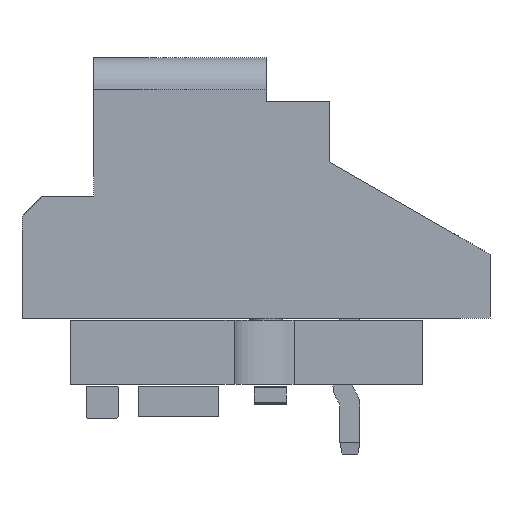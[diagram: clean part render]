
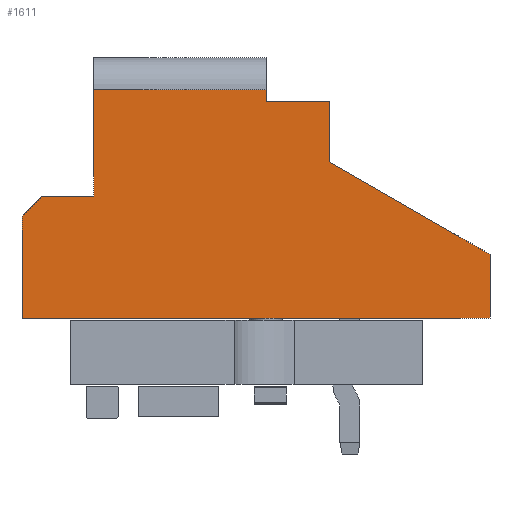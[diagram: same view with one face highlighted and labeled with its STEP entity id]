
A CAD part, front view. The second image highlights one B-rep face of the part: STEP entity #1611.
In plain terms, the highlighted face is planar.
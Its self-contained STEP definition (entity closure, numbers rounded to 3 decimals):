
#1328 = VERTEX_POINT('',#1329);
#1329 = CARTESIAN_POINT('',(-5.,0.,5.85));
#1346 = VERTEX_POINT('',#1347);
#1347 = CARTESIAN_POINT('',(-5.,1.591,5.85));
#1353 = EDGE_CURVE('',#1346,#1328,#1354,.T.);
#1354 = LINE('',#1355,#1356);
#1355 = CARTESIAN_POINT('',(-5.,6.5,5.85));
#1356 = VECTOR('',#1357,1.);
#1357 = DIRECTION('',(0.,-1.,0.));
#1377 = VERTEX_POINT('',#1378);
#1378 = CARTESIAN_POINT('',(-5.,3.9,1.85));
#1384 = EDGE_CURVE('',#1377,#1346,#1385,.T.);
#1385 = LINE('',#1386,#1387);
#1386 = CARTESIAN_POINT('',(-5.,1.591,5.85));
#1387 = VECTOR('',#1388,1.);
#1388 = DIRECTION('',(0.,-0.5,0.866));
#1433 = VERTEX_POINT('',#1434);
#1434 = CARTESIAN_POINT('',(-5.,5.4,0.25));
#1440 = EDGE_CURVE('',#1433,#1441,#1443,.T.);
#1441 = VERTEX_POINT('',#1442);
#1442 = CARTESIAN_POINT('',(-5.,5.4,1.85));
#1443 = LINE('',#1444,#1445);
#1444 = CARTESIAN_POINT('',(-5.,5.4,1.85));
#1445 = VECTOR('',#1446,1.);
#1446 = DIRECTION('',(0.,-0.,1.));
#1546 = VERTEX_POINT('',#1547);
#1547 = CARTESIAN_POINT('',(-5.,5.7,0.25));
#1554 = EDGE_CURVE('',#1546,#1433,#1555,.T.);
#1555 = LINE('',#1556,#1557);
#1556 = CARTESIAN_POINT('',(-5.,5.4,0.25));
#1557 = VECTOR('',#1558,1.);
#1558 = DIRECTION('',(0.,-1.,0.));
#1578 = VERTEX_POINT('',#1579);
#1579 = CARTESIAN_POINT('',(-5.,3.05,-4.05));
#1594 = VERTEX_POINT('',#1595);
#1595 = CARTESIAN_POINT('',(-5.,3.05,-5.35));
#1601 = EDGE_CURVE('',#1594,#1578,#1602,.T.);
#1602 = LINE('',#1603,#1604);
#1603 = CARTESIAN_POINT('',(-5.,3.05,-4.05));
#1604 = VECTOR('',#1605,1.);
#1605 = DIRECTION('',(0.,0.,1.));
#1611 = ADVANCED_FACE('',(#1612),#1661,.F.);
#1612 = FACE_BOUND('',#1613,.T.);
#1613 = EDGE_LOOP('',(#1614,#1615,#1623,#1629,#1630,#1638,#1646,#1652,
    #1653,#1654,#1660));
#1614 = ORIENTED_EDGE('',*,*,#1554,.F.);
#1615 = ORIENTED_EDGE('',*,*,#1616,.T.);
#1616 = EDGE_CURVE('',#1546,#1617,#1619,.T.);
#1617 = VERTEX_POINT('',#1618);
#1618 = CARTESIAN_POINT('',(-5.,5.7,-4.05));
#1619 = LINE('',#1620,#1621);
#1620 = CARTESIAN_POINT('',(-5.,5.7,-5.85));
#1621 = VECTOR('',#1622,1.);
#1622 = DIRECTION('',(0.,-0.,-1.));
#1623 = ORIENTED_EDGE('',*,*,#1624,.F.);
#1624 = EDGE_CURVE('',#1578,#1617,#1625,.T.);
#1625 = LINE('',#1626,#1627);
#1626 = CARTESIAN_POINT('',(-5.,6.5,-4.05));
#1627 = VECTOR('',#1628,1.);
#1628 = DIRECTION('',(0.,1.,0.));
#1629 = ORIENTED_EDGE('',*,*,#1601,.F.);
#1630 = ORIENTED_EDGE('',*,*,#1631,.T.);
#1631 = EDGE_CURVE('',#1594,#1632,#1634,.T.);
#1632 = VERTEX_POINT('',#1633);
#1633 = CARTESIAN_POINT('',(-5.,2.55,-5.85));
#1634 = LINE('',#1635,#1636);
#1635 = CARTESIAN_POINT('',(-5.,3.05,-5.35));
#1636 = VECTOR('',#1637,1.);
#1637 = DIRECTION('',(0.,-0.707,-0.707
    ));
#1638 = ORIENTED_EDGE('',*,*,#1639,.T.);
#1639 = EDGE_CURVE('',#1632,#1640,#1642,.T.);
#1640 = VERTEX_POINT('',#1641);
#1641 = CARTESIAN_POINT('',(-5.,0.,-5.85));
#1642 = LINE('',#1643,#1644);
#1643 = CARTESIAN_POINT('',(-5.,6.5,-5.85));
#1644 = VECTOR('',#1645,1.);
#1645 = DIRECTION('',(0.,-1.,0.));
#1646 = ORIENTED_EDGE('',*,*,#1647,.T.);
#1647 = EDGE_CURVE('',#1640,#1328,#1648,.T.);
#1648 = LINE('',#1649,#1650);
#1649 = CARTESIAN_POINT('',(-5.,0.,-5.85));
#1650 = VECTOR('',#1651,1.);
#1651 = DIRECTION('',(0.,0.,1.));
#1652 = ORIENTED_EDGE('',*,*,#1353,.F.);
#1653 = ORIENTED_EDGE('',*,*,#1384,.F.);
#1654 = ORIENTED_EDGE('',*,*,#1655,.F.);
#1655 = EDGE_CURVE('',#1441,#1377,#1656,.T.);
#1656 = LINE('',#1657,#1658);
#1657 = CARTESIAN_POINT('',(-5.,3.9,1.85));
#1658 = VECTOR('',#1659,1.);
#1659 = DIRECTION('',(0.,-1.,0.));
#1660 = ORIENTED_EDGE('',*,*,#1440,.F.);
#1661 = PLANE('',#1662);
#1662 = AXIS2_PLACEMENT_3D('',#1663,#1664,#1665);
#1663 = CARTESIAN_POINT('',(-5.,6.5,-5.85));
#1664 = DIRECTION('',(1.,0.,0.));
#1665 = DIRECTION('',(0.,0.,-1.));
